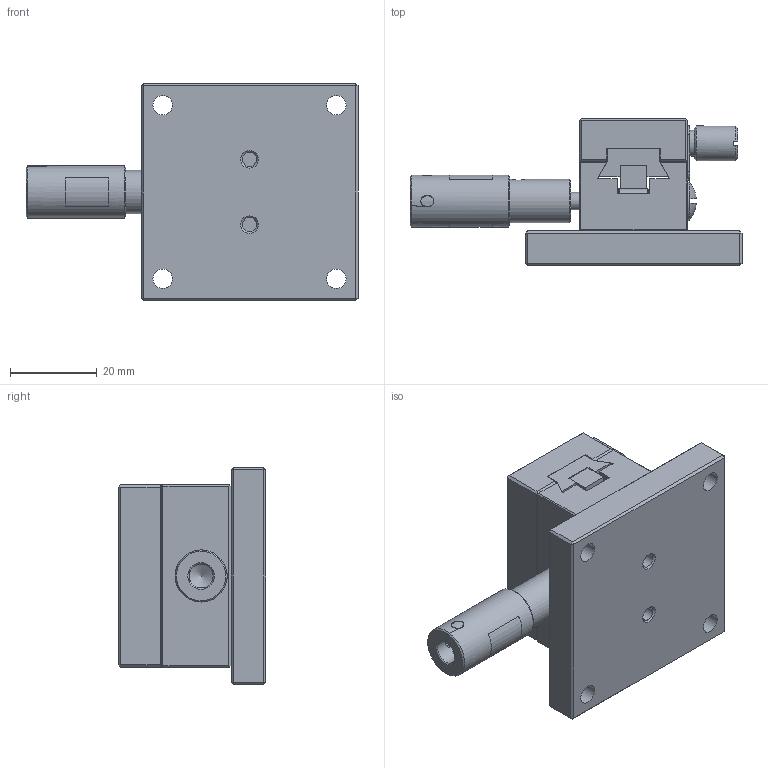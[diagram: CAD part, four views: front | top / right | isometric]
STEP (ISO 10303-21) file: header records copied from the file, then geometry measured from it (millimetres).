
FILE_DESCRIPTION (( 'STEP AP203' ), '1' );
FILE_NAME ('528715.STEP', '2024-10-14T06:44:42', ( 'Windows User' ), ( 'P R C' ), 'SwSTEP 2.0', 'SolidWorks 2020', '' );
FILE_SCHEMA (( 'CONFIG_CONTROL_DESIGN' ));
Length unit declared in the file: millimetre
Products named in the file (1): 528715
Bounding box: 76.5 x 34 x 50 mm (x, y, z)
Surface area: 23773 mm2 (no closed solid volume)
Topology: 0 solids, 8 shells, 306 faces, 687 edges, 438 vertices
Faces by surface type: plane 181, cylinder 68, cone 55, bspline 1, torus 1
Full cylindrical faces by diameter (mm): 1.567 x2, 2.013 x4, 2.2 x2, 2.459 x4, 2.6 x2, 2.8 x2, 3 x1, 3.242 x10, 3.5 x1, 4 x5, 4.5 x6, 5 x2, 5.5 x1, 5.83 x1, 6 x3, 6.5 x1, 7 x1, 7.5 x2, 8 x6, 9 x1, 9.2 x1, 10 x1, 12 x2
Entity records: 8336 total; most frequent: CARTESIAN_POINT 1946, DIRECTION 1331, ORIENTED_EDGE 1072, EDGE_CURVE 538, AXIS2_PLACEMENT_3D 508, EDGE_LOOP 493, VERTEX_POINT 402, FACE_OUTER_BOUND 368
